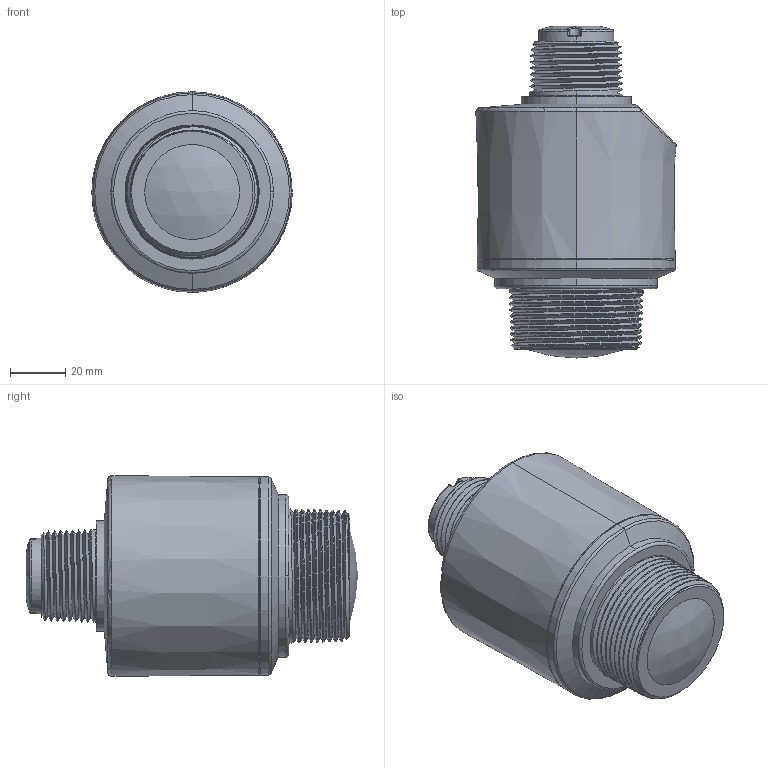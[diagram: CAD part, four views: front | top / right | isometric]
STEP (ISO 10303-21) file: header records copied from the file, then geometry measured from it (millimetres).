
FILE_DESCRIPTION (( 'STEP AP214' ), '1' );
FILE_NAME ('LR80-0000.STEP', '2024-01-30T00:29:08', ( '' ), ( '' ), 'SwSTEP 2.0', 'SolidWorks 2021', '' );
FILE_SCHEMA (( 'AUTOMOTIVE_DESIGN' ));
Length unit declared in the file: inch
Products named in the file (1): LR80-0000
Bounding box: 72.83 x 120.68 x 72.94 mm (x, y, z)
Volume: 89972.4 mm3; surface area: 57707.5 mm2
Topology: 3 solids, 3 shells, 366 faces, 931 edges, 597 vertices
Faces by surface type: plane 142, bspline 73, cone 60, cylinder 44, torus 36, sphere 11
Entity records: 22822 total; most frequent: CARTESIAN_POINT 14487, ORIENTED_EDGE 1862, DIRECTION 1486, EDGE_CURVE 931, VERTEX_POINT 597, AXIS2_PLACEMENT_3D 512, VECTOR 462, LINE 462
